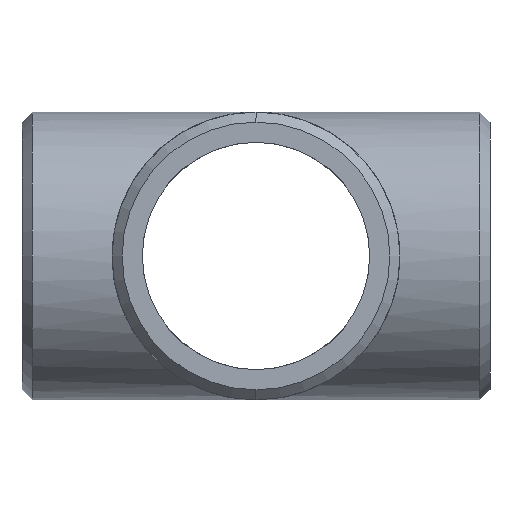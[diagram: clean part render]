
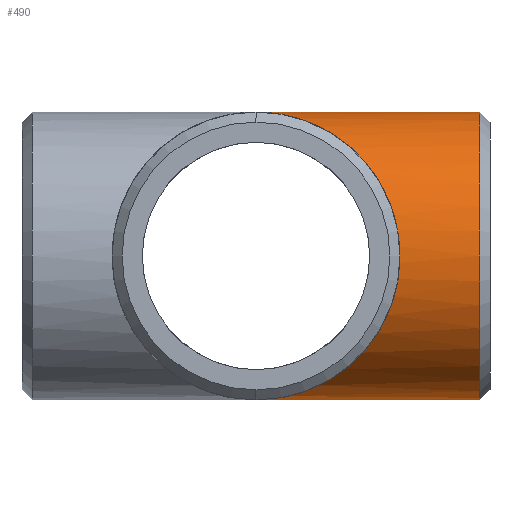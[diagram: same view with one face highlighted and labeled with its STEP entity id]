
A CAD part, left-side view. The second image highlights one B-rep face of the part: STEP entity #490.
In plain terms, the highlighted cylindrical face has radius 109.5 mm (diameter 219 mm), a partial arc.
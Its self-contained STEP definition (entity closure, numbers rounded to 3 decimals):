
#11 = ORIENTED_EDGE ( 'NONE', *, *, #555, .F. ) ;
#12 = FACE_OUTER_BOUND ( 'NONE', #699, .T. ) ;
#55 = CARTESIAN_POINT ( 'NONE',  ( 0., -170.33, 0. ) ) ;
#76 = ORIENTED_EDGE ( 'NONE', *, *, #777, .T. ) ;
#87 = ORIENTED_EDGE ( 'NONE', *, *, #128, .F. ) ;
#128 = EDGE_CURVE ( 'NONE', #254, #465, #206, .T. ) ;
#136 = CARTESIAN_POINT ( 'NONE',  ( 0., 0., -109.5 ) ) ;
#169 = CIRCLE ( 'NONE', #436, 109.5 ) ;
#179 = CARTESIAN_POINT ( 'NONE',  ( 0., 0., 109.5 ) ) ;
#206 = LINE ( 'NONE', #712, #383 ) ;
#229 = DIRECTION ( 'NONE',  ( 0., 1., 0. ) ) ;
#247 =( BOUNDED_CURVE ( )  B_SPLINE_CURVE ( 3, ( #508, #591, #512, #408 ),
 .UNSPECIFIED., .F., .F. ) 
 B_SPLINE_CURVE_WITH_KNOTS ( ( 4, 4 ),
 ( 4.712, 7.854 ),
 .UNSPECIFIED. ) 
 CURVE ( )  GEOMETRIC_REPRESENTATION_ITEM ( )  RATIONAL_B_SPLINE_CURVE ( ( 1., 0.333, 0.333, 1. ) ) 
 REPRESENTATION_ITEM ( '' )  );
#248 = CARTESIAN_POINT ( 'NONE',  ( 0., -170.33, 109.5 ) ) ;
#254 = VERTEX_POINT ( 'NONE', #362 ) ;
#256 = VERTEX_POINT ( 'NONE', #179 ) ;
#282 = DIRECTION ( 'NONE',  ( 0., 1., 0. ) ) ;
#294 = EDGE_CURVE ( 'NONE', #503, #256, #297, .T. ) ;
#297 = LINE ( 'NONE', #548, #636 ) ;
#314 = DIRECTION ( 'NONE',  ( 0., 1., 0. ) ) ;
#315 = ORIENTED_EDGE ( 'NONE', *, *, #294, .T. ) ;
#362 = CARTESIAN_POINT ( 'NONE',  ( 0., -170.33, -109.5 ) ) ;
#365 = AXIS2_PLACEMENT_3D ( 'NONE', #618, #314, #377 ) ;
#377 = DIRECTION ( 'NONE',  ( 0., 0., -1. ) ) ;
#383 = VECTOR ( 'NONE', #582, 1000. ) ;
#408 = CARTESIAN_POINT ( 'NONE',  ( 0., 0., 109.5 ) ) ;
#436 = AXIS2_PLACEMENT_3D ( 'NONE', #55, #282, #530 ) ;
#465 = VERTEX_POINT ( 'NONE', #136 ) ;
#490 = ADVANCED_FACE ( 'NONE', ( #12 ), #492, .T. ) ;
#492 = CYLINDRICAL_SURFACE ( 'NONE', #365, 109.5 ) ;
#503 = VERTEX_POINT ( 'NONE', #248 ) ;
#508 = CARTESIAN_POINT ( 'NONE',  ( 0., 0., -109.5 ) ) ;
#512 = CARTESIAN_POINT ( 'NONE',  ( -219., -219., 109.5 ) ) ;
#530 = DIRECTION ( 'NONE',  ( 0., 0., -1. ) ) ;
#548 = CARTESIAN_POINT ( 'NONE',  ( 0., -178., 109.5 ) ) ;
#555 = EDGE_CURVE ( 'NONE', #465, #256, #247, .T. ) ;
#582 = DIRECTION ( 'NONE',  ( 0., 1., 0. ) ) ;
#591 = CARTESIAN_POINT ( 'NONE',  ( -219., -219., -109.5 ) ) ;
#618 = CARTESIAN_POINT ( 'NONE',  ( 0., -178., 0. ) ) ;
#636 = VECTOR ( 'NONE', #229, 1000. ) ;
#699 = EDGE_LOOP ( 'NONE', ( #76, #315, #11, #87 ) ) ;
#712 = CARTESIAN_POINT ( 'NONE',  ( 0., -178., -109.5 ) ) ;
#777 = EDGE_CURVE ( 'NONE', #254, #503, #169, .T. ) ;
